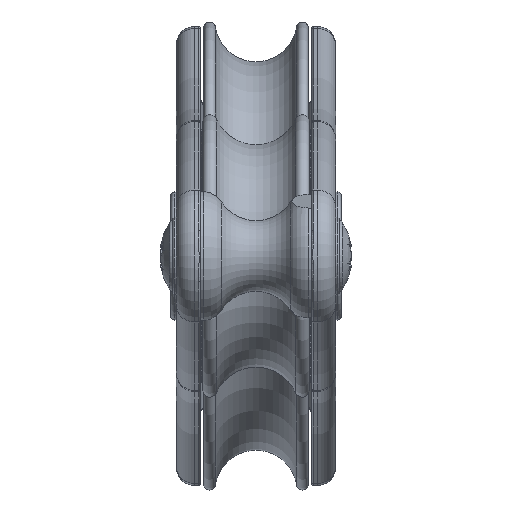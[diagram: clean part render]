
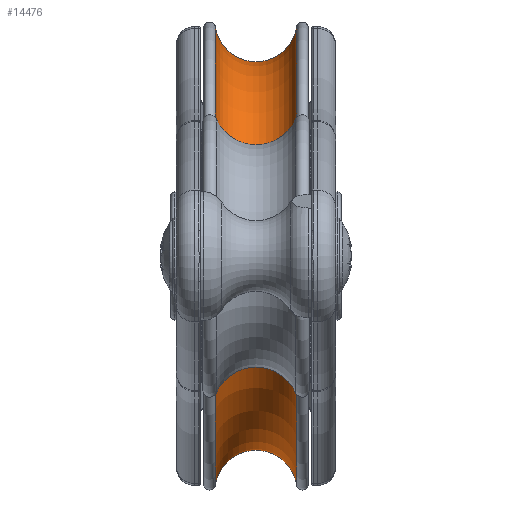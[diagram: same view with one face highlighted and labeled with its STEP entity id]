
A CAD part, front view. The second image highlights one B-rep face of the part: STEP entity #14476.
In plain terms, the highlighted toroidal (fillet/blend) face has major radius 40 mm and minor radius 7 mm.
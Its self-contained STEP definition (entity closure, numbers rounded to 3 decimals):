
#2753=FACE_OUTER_BOUND('',#3733,.T.);
#3733=EDGE_LOOP('',(#11073,#11074,#11075,#11076,#11077,#11078));
#4954=CIRCLE('',#16049,38.927);
#4955=CIRCLE('',#16050,38.927);
#5020=CIRCLE('',#16142,38.927);
#5021=CIRCLE('',#16143,38.927);
#5023=CIRCLE('',#16146,7.);
#6250=VERTEX_POINT('',#24202);
#6251=VERTEX_POINT('',#24204);
#6302=VERTEX_POINT('',#24354);
#6303=VERTEX_POINT('',#24355);
#8074=EDGE_CURVE('',#6250,#6251,#4954,.T.);
#8075=EDGE_CURVE('',#6251,#6250,#4955,.T.);
#8146=EDGE_CURVE('',#6302,#6303,#5020,.T.);
#8147=EDGE_CURVE('',#6303,#6302,#5021,.T.);
#8149=EDGE_CURVE('',#6303,#6250,#5023,.T.);
#11073=ORIENTED_EDGE('',*,*,#8146,.T.);
#11074=ORIENTED_EDGE('',*,*,#8149,.T.);
#11075=ORIENTED_EDGE('',*,*,#8075,.F.);
#11076=ORIENTED_EDGE('',*,*,#8074,.F.);
#11077=ORIENTED_EDGE('',*,*,#8149,.F.);
#11078=ORIENTED_EDGE('',*,*,#8147,.T.);
#14117=TOROIDAL_SURFACE('',#16145,40.,7.);
#14476=ADVANCED_FACE('',(#2753),#14117,.F.);
#16049=AXIS2_PLACEMENT_3D('',#24205,#19174,#19175);
#16050=AXIS2_PLACEMENT_3D('',#24206,#19176,#19177);
#16142=AXIS2_PLACEMENT_3D('',#24356,#19366,#19367);
#16143=AXIS2_PLACEMENT_3D('',#24357,#19368,#19369);
#16145=AXIS2_PLACEMENT_3D('',#24359,#19372,#19373);
#16146=AXIS2_PLACEMENT_3D('',#24360,#19374,#19375);
#19174=DIRECTION('center_axis',(-1.,0.,0.));
#19175=DIRECTION('ref_axis',(0.,-0.127,-0.992));
#19176=DIRECTION('center_axis',(-1.,0.,0.));
#19177=DIRECTION('ref_axis',(0.,-0.127,-0.992));
#19366=DIRECTION('center_axis',(-1.,0.,0.));
#19367=DIRECTION('ref_axis',(0.,-0.127,-0.992));
#19368=DIRECTION('center_axis',(-1.,0.,0.));
#19369=DIRECTION('ref_axis',(0.,-0.127,-0.992));
#19372=DIRECTION('center_axis',(-1.,0.,0.));
#19373=DIRECTION('ref_axis',(0.,0.992,-0.127));
#19374=DIRECTION('center_axis',(0.,0.127,
0.992));
#19375=DIRECTION('ref_axis',(0.,-0.992,0.127));
#24202=CARTESIAN_POINT('',(-6.917,-38.614,4.926));
#24204=CARTESIAN_POINT('',(-6.917,38.614,-4.926));
#24205=CARTESIAN_POINT('Origin',(-6.917,0.,
0.));
#24206=CARTESIAN_POINT('Origin',(-6.917,0.,
0.));
#24354=CARTESIAN_POINT('',(6.917,38.614,-4.926));
#24355=CARTESIAN_POINT('',(6.917,-38.614,4.926));
#24356=CARTESIAN_POINT('Origin',(6.917,0.,
0.));
#24357=CARTESIAN_POINT('Origin',(6.917,0.,
0.));
#24359=CARTESIAN_POINT('Origin',(0.,0.,0.));
#24360=CARTESIAN_POINT('Origin',(0.,-39.678,
5.062));
